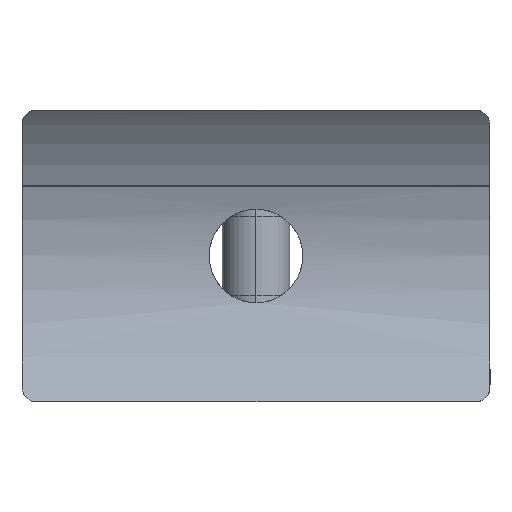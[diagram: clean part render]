
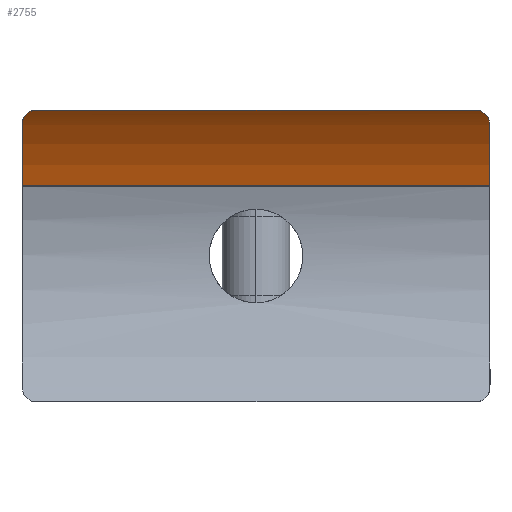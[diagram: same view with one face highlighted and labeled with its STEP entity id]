
A CAD part, left-side view. The second image highlights one B-rep face of the part: STEP entity #2755.
In plain terms, the highlighted cylindrical face has radius 21.2 mm (diameter 42.4 mm), a partial arc.
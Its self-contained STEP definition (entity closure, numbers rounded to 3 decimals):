
#54 = CARTESIAN_POINT ( 'NONE',  ( -67.679, -22.327, 13.286 ) ) ;
#135 = CARTESIAN_POINT ( 'NONE',  ( -68.28, -39., 14. ) ) ;
#222 = ORIENTED_EDGE ( 'NONE', *, *, #1582, .T. ) ;
#227 = CARTESIAN_POINT ( 'NONE',  ( -68.28, -21.465, 14. ) ) ;
#264 = CYLINDRICAL_SURFACE ( 'NONE', #729, 21.2 ) ;
#307 = ORIENTED_EDGE ( 'NONE', *, *, #3373, .F. ) ;
#326 = CARTESIAN_POINT ( 'NONE',  ( -67.237, -22.5, 12.718 ) ) ;
#432 = ORIENTED_EDGE ( 'NONE', *, *, #2158, .F. ) ;
#444 = VERTEX_POINT ( 'NONE', #747 ) ;
#456 = B_SPLINE_CURVE_WITH_KNOTS ( 'NONE', 3,
 ( #638, #326, #3486, #2571, #54, #1161, #2032, #2300, #3145, #1476 ),
 .UNSPECIFIED., .F., .F.,
 ( 4, 2, 2, 2, 4 ),
 ( 0., 0.001, 0.001, 0.002, 0.002 ),
 .UNSPECIFIED. ) ;
#558 = DIRECTION ( 'NONE',  ( 0., 1., 0. ) ) ;
#582 = ORIENTED_EDGE ( 'NONE', *, *, #1885, .T. ) ;
#638 = CARTESIAN_POINT ( 'NONE',  ( -67.127, -22.5, 12.567 ) ) ;
#650 = CARTESIAN_POINT ( 'NONE',  ( -68.159, 21.786, 13.861 ) ) ;
#721 = VERTEX_POINT ( 'NONE', #227 ) ;
#729 = AXIS2_PLACEMENT_3D ( 'NONE', #1374, #2238, #1965 ) ;
#734 = CIRCLE ( 'NONE', #2790, 21.2 ) ;
#747 = CARTESIAN_POINT ( 'NONE',  ( -67.127, -22.5, 12.567 ) ) ;
#833 = AXIS2_PLACEMENT_3D ( 'NONE', #3587, #558, #3034 ) ;
#910 = CARTESIAN_POINT ( 'NONE',  ( -67.986, 22.047, 13.659 ) ) ;
#943 = CARTESIAN_POINT ( 'NONE',  ( -68.28, 21.465, 14. ) ) ;
#993 = DIRECTION ( 'NONE',  ( 0., -1., 0. ) ) ;
#1161 = CARTESIAN_POINT ( 'NONE',  ( -67.885, -22.157, 13.539 ) ) ;
#1262 = CARTESIAN_POINT ( 'NONE',  ( -84.2, 22.5, 0. ) ) ;
#1374 = CARTESIAN_POINT ( 'NONE',  ( -84.2, -39., 0. ) ) ;
#1453 = CARTESIAN_POINT ( 'NONE',  ( -68.231, 21.636, 13.944 ) ) ;
#1476 = CARTESIAN_POINT ( 'NONE',  ( -68.28, -21.465, 14. ) ) ;
#1582 = EDGE_CURVE ( 'NONE', #721, #3450, #3525, .T. ) ;
#1663 = CIRCLE ( 'NONE', #833, 21.2 ) ;
#1885 = EDGE_CURVE ( 'NONE', #444, #721, #456, .T. ) ;
#1921 = VERTEX_POINT ( 'NONE', #3466 ) ;
#1965 = DIRECTION ( 'NONE',  ( 0., 0., 1. ) ) ;
#2027 = CARTESIAN_POINT ( 'NONE',  ( -67.348, 22.5, 12.868 ) ) ;
#2032 = CARTESIAN_POINT ( 'NONE',  ( -67.984, -22.049, 13.657 ) ) ;
#2086 = CARTESIAN_POINT ( 'NONE',  ( -67.575, 22.413, 13.159 ) ) ;
#2094 = VERTEX_POINT ( 'NONE', #3048 ) ;
#2099 = VECTOR ( 'NONE', #993, 1000. ) ;
#2141 = ORIENTED_EDGE ( 'NONE', *, *, #2242, .T. ) ;
#2158 = EDGE_CURVE ( 'NONE', #444, #2094, #1663, .T. ) ;
#2238 = DIRECTION ( 'NONE',  ( 0., 1., 0. ) ) ;
#2242 = EDGE_CURVE ( 'NONE', #3450, #2732, #3189, .T. ) ;
#2300 = CARTESIAN_POINT ( 'NONE',  ( -68.157, -21.789, 13.859 ) ) ;
#2355 = CARTESIAN_POINT ( 'NONE',  ( -67.127, 22.5, 12.567 ) ) ;
#2478 = CARTESIAN_POINT ( 'NONE',  ( -67.127, 22.5, 12.567 ) ) ;
#2571 = CARTESIAN_POINT ( 'NONE',  ( -67.569, -22.392, 13.148 ) ) ;
#2586 = CARTESIAN_POINT ( 'NONE',  ( -67.887, 22.155, 13.541 ) ) ;
#2732 = VERTEX_POINT ( 'NONE', #2478 ) ;
#2755 = ADVANCED_FACE ( 'NONE', ( #2787 ), #264, .F. ) ;
#2787 = FACE_OUTER_BOUND ( 'NONE', #3103, .T. ) ;
#2790 = AXIS2_PLACEMENT_3D ( 'NONE', #1262, #3509, #2912 ) ;
#2830 = ORIENTED_EDGE ( 'NONE', *, *, #2927, .T. ) ;
#2912 = DIRECTION ( 'NONE',  ( 1., 0., 0. ) ) ;
#2927 = EDGE_CURVE ( 'NONE', #1921, #2094, #2949, .T. ) ;
#2933 = CARTESIAN_POINT ( 'NONE',  ( -64.103, -39., 6.75 ) ) ;
#2949 = LINE ( 'NONE', #2933, #2099 ) ;
#3034 = DIRECTION ( 'NONE',  ( 0., 0., 1. ) ) ;
#3048 = CARTESIAN_POINT ( 'NONE',  ( -64.103, -22.5, 6.75 ) ) ;
#3103 = EDGE_LOOP ( 'NONE', ( #432, #582, #222, #2141, #307, #2830 ) ) ;
#3135 = VECTOR ( 'NONE', #3210, 1000. ) ;
#3145 = CARTESIAN_POINT ( 'NONE',  ( -68.231, -21.637, 13.944 ) ) ;
#3189 = B_SPLINE_CURVE_WITH_KNOTS ( 'NONE', 3,
 ( #943, #1453, #650, #910, #2586, #2086, #2027, #2355 ),
 .UNSPECIFIED., .F., .F.,
 ( 4, 2, 2, 4 ),
 ( 0., 0.001, 0.001, 0.002 ),
 .UNSPECIFIED. ) ;
#3210 = DIRECTION ( 'NONE',  ( 0., 1., 0. ) ) ;
#3258 = CARTESIAN_POINT ( 'NONE',  ( -68.28, 21.465, 14. ) ) ;
#3373 = EDGE_CURVE ( 'NONE', #1921, #2732, #734, .T. ) ;
#3450 = VERTEX_POINT ( 'NONE', #3258 ) ;
#3466 = CARTESIAN_POINT ( 'NONE',  ( -64.103, 22.5, 6.75 ) ) ;
#3486 = CARTESIAN_POINT ( 'NONE',  ( -67.348, -22.478, 12.864 ) ) ;
#3509 = DIRECTION ( 'NONE',  ( 0., -1., 0. ) ) ;
#3525 = LINE ( 'NONE', #135, #3135 ) ;
#3587 = CARTESIAN_POINT ( 'NONE',  ( -84.2, -22.5, 0. ) ) ;
